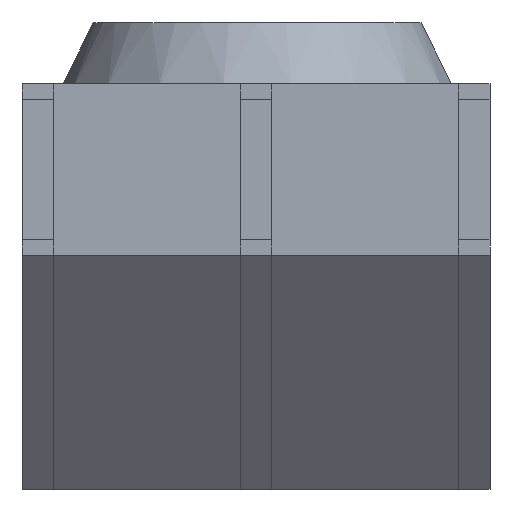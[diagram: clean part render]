
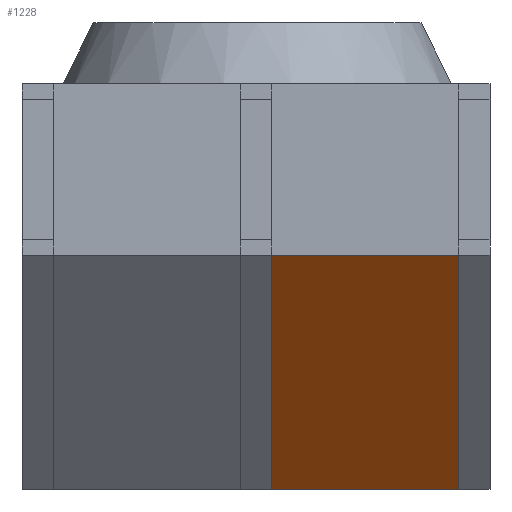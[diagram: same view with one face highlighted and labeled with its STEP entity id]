
A CAD part, front view. The second image highlights one B-rep face of the part: STEP entity #1228.
In plain terms, the highlighted planar face has unit normal (0, -0.394, -0.919).
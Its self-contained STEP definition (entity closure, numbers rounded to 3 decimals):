
#613 = VERTEX_POINT('',#614);
#614 = CARTESIAN_POINT('',(48.7,-55.,-2.3));
#637 = EDGE_CURVE('',#613,#638,#640,.T.);
#638 = VERTEX_POINT('',#639);
#639 = CARTESIAN_POINT('',(48.7,-37.5,-9.8));
#640 = LINE('',#641,#642);
#641 = CARTESIAN_POINT('',(48.7,-55.,-2.3));
#642 = VECTOR('',#643,1.);
#643 = DIRECTION('',(0.,0.919,-0.394));
#1208 = EDGE_CURVE('',#1209,#613,#1211,.T.);
#1209 = VERTEX_POINT('',#1210);
#1210 = CARTESIAN_POINT('',(42.7,-55.,-2.3));
#1211 = LINE('',#1212,#1213);
#1212 = CARTESIAN_POINT('',(42.7,-55.,-2.3));
#1213 = VECTOR('',#1214,1.);
#1214 = DIRECTION('',(1.,0.,0.));
#1228 = ADVANCED_FACE('',(#1229),#1247,.T.);
#1229 = FACE_BOUND('',#1230,.T.);
#1230 = EDGE_LOOP('',(#1231,#1239,#1240,#1241));
#1231 = ORIENTED_EDGE('',*,*,#1232,.T.);
#1232 = EDGE_CURVE('',#1233,#638,#1235,.T.);
#1233 = VERTEX_POINT('',#1234);
#1234 = CARTESIAN_POINT('',(42.7,-37.5,-9.8));
#1235 = LINE('',#1236,#1237);
#1236 = CARTESIAN_POINT('',(42.7,-37.5,-9.8));
#1237 = VECTOR('',#1238,1.);
#1238 = DIRECTION('',(1.,0.,0.));
#1239 = ORIENTED_EDGE('',*,*,#637,.F.);
#1240 = ORIENTED_EDGE('',*,*,#1208,.F.);
#1241 = ORIENTED_EDGE('',*,*,#1242,.T.);
#1242 = EDGE_CURVE('',#1209,#1233,#1243,.T.);
#1243 = LINE('',#1244,#1245);
#1244 = CARTESIAN_POINT('',(42.7,-55.,-2.3));
#1245 = VECTOR('',#1246,1.);
#1246 = DIRECTION('',(0.,0.919,-0.394));
#1247 = PLANE('',#1248);
#1248 = AXIS2_PLACEMENT_3D('',#1249,#1250,#1251);
#1249 = CARTESIAN_POINT('',(42.7,-37.5,-9.8));
#1250 = DIRECTION('',(0.,-0.394,-0.919));
#1251 = DIRECTION('',(0.,-0.919,0.394));
